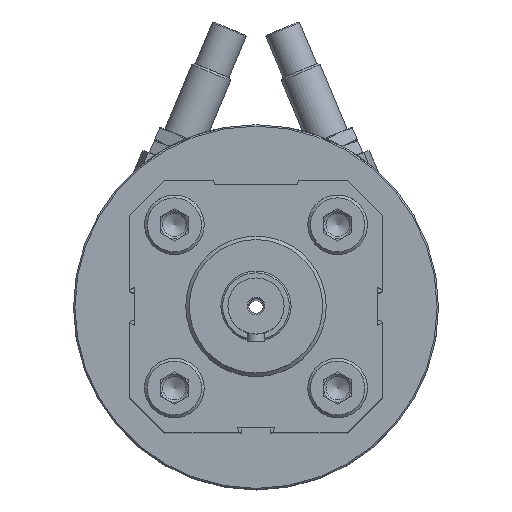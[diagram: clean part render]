
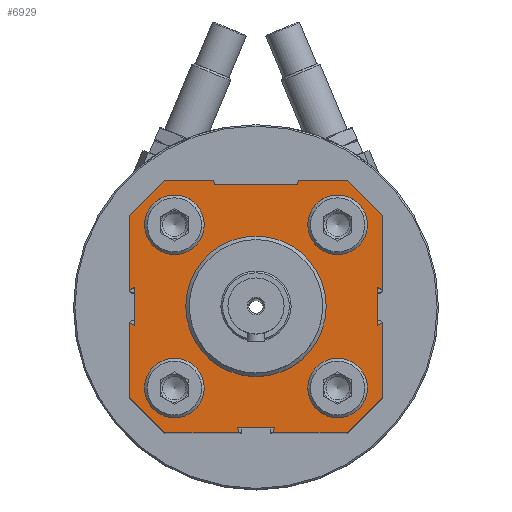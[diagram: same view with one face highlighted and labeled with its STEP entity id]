
A CAD part, top view. The second image highlights one B-rep face of the part: STEP entity #6929.
In plain terms, the highlighted face is planar.
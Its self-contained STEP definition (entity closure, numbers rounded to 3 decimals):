
#355=LINE('',#10618,#910);
#356=LINE('',#10621,#911);
#357=LINE('',#10623,#912);
#358=LINE('',#10625,#913);
#359=LINE('',#10627,#914);
#360=LINE('',#10629,#915);
#361=LINE('',#10631,#916);
#362=LINE('',#10633,#917);
#363=LINE('',#10635,#918);
#364=LINE('',#10637,#919);
#365=LINE('',#10639,#920);
#366=LINE('',#10641,#921);
#367=LINE('',#10643,#922);
#368=LINE('',#10645,#923);
#369=LINE('',#10647,#924);
#370=LINE('',#10649,#925);
#371=LINE('',#10651,#926);
#372=LINE('',#10653,#927);
#373=LINE('',#10655,#928);
#374=LINE('',#10657,#929);
#375=LINE('',#10659,#930);
#376=LINE('',#10661,#931);
#377=LINE('',#10663,#932);
#378=LINE('',#10665,#933);
#910=VECTOR('',#8359,1000.);
#911=VECTOR('',#8360,1000.);
#912=VECTOR('',#8361,1000.);
#913=VECTOR('',#8362,1000.);
#914=VECTOR('',#8363,1000.);
#915=VECTOR('',#8364,1000.);
#916=VECTOR('',#8365,1000.);
#917=VECTOR('',#8366,1000.);
#918=VECTOR('',#8367,1000.);
#919=VECTOR('',#8368,1000.);
#920=VECTOR('',#8369,1000.);
#921=VECTOR('',#8370,1000.);
#922=VECTOR('',#8371,1000.);
#923=VECTOR('',#8372,1000.);
#924=VECTOR('',#8373,1000.);
#925=VECTOR('',#8374,1000.);
#926=VECTOR('',#8375,1000.);
#927=VECTOR('',#8376,1000.);
#928=VECTOR('',#8377,1000.);
#929=VECTOR('',#8378,1000.);
#930=VECTOR('',#8379,1000.);
#931=VECTOR('',#8380,1000.);
#932=VECTOR('',#8381,1000.);
#933=VECTOR('',#8382,1000.);
#1465=ORIENTED_EDGE('',*,*,#3397,.F.);
#1466=ORIENTED_EDGE('',*,*,#3398,.F.);
#1467=ORIENTED_EDGE('',*,*,#3399,.F.);
#1468=ORIENTED_EDGE('',*,*,#3400,.F.);
#1469=ORIENTED_EDGE('',*,*,#3401,.F.);
#1470=ORIENTED_EDGE('',*,*,#3402,.F.);
#1471=ORIENTED_EDGE('',*,*,#3403,.F.);
#1472=ORIENTED_EDGE('',*,*,#3404,.F.);
#1473=ORIENTED_EDGE('',*,*,#3405,.F.);
#1474=ORIENTED_EDGE('',*,*,#3406,.F.);
#1475=ORIENTED_EDGE('',*,*,#3407,.F.);
#1476=ORIENTED_EDGE('',*,*,#3408,.F.);
#1477=ORIENTED_EDGE('',*,*,#3409,.F.);
#1478=ORIENTED_EDGE('',*,*,#3410,.F.);
#1479=ORIENTED_EDGE('',*,*,#3411,.F.);
#1480=ORIENTED_EDGE('',*,*,#3412,.F.);
#1481=ORIENTED_EDGE('',*,*,#3413,.F.);
#1482=ORIENTED_EDGE('',*,*,#3414,.F.);
#1483=ORIENTED_EDGE('',*,*,#3415,.F.);
#1484=ORIENTED_EDGE('',*,*,#3416,.F.);
#1485=ORIENTED_EDGE('',*,*,#3417,.F.);
#1486=ORIENTED_EDGE('',*,*,#3418,.F.);
#1487=ORIENTED_EDGE('',*,*,#3419,.F.);
#1488=ORIENTED_EDGE('',*,*,#3420,.F.);
#1489=ORIENTED_EDGE('',*,*,#3421,.F.);
#1490=ORIENTED_EDGE('',*,*,#3422,.F.);
#1491=ORIENTED_EDGE('',*,*,#3423,.F.);
#1492=ORIENTED_EDGE('',*,*,#3424,.F.);
#1493=ORIENTED_EDGE('',*,*,#3425,.F.);
#3397=EDGE_CURVE('',#4363,#4363,#5049,.T.);
#3398=EDGE_CURVE('',#4364,#4364,#5050,.T.);
#3399=EDGE_CURVE('',#4365,#4365,#5051,.F.);
#3400=EDGE_CURVE('',#4366,#4367,#355,.T.);
#3401=EDGE_CURVE('',#4368,#4366,#356,.T.);
#3402=EDGE_CURVE('',#4369,#4368,#357,.T.);
#3403=EDGE_CURVE('',#4370,#4369,#358,.T.);
#3404=EDGE_CURVE('',#4371,#4370,#359,.T.);
#3405=EDGE_CURVE('',#4372,#4371,#360,.T.);
#3406=EDGE_CURVE('',#4373,#4372,#361,.T.);
#3407=EDGE_CURVE('',#4374,#4373,#362,.T.);
#3408=EDGE_CURVE('',#4375,#4374,#363,.T.);
#3409=EDGE_CURVE('',#4376,#4375,#364,.T.);
#3410=EDGE_CURVE('',#4377,#4376,#365,.T.);
#3411=EDGE_CURVE('',#4378,#4377,#366,.T.);
#3412=EDGE_CURVE('',#4379,#4378,#367,.T.);
#3413=EDGE_CURVE('',#4380,#4379,#368,.T.);
#3414=EDGE_CURVE('',#4381,#4380,#369,.T.);
#3415=EDGE_CURVE('',#4382,#4381,#370,.T.);
#3416=EDGE_CURVE('',#4383,#4382,#371,.T.);
#3417=EDGE_CURVE('',#4384,#4383,#372,.T.);
#3418=EDGE_CURVE('',#4385,#4384,#373,.T.);
#3419=EDGE_CURVE('',#4386,#4385,#374,.T.);
#3420=EDGE_CURVE('',#4387,#4386,#375,.T.);
#3421=EDGE_CURVE('',#4388,#4387,#376,.T.);
#3422=EDGE_CURVE('',#4389,#4388,#377,.T.);
#3423=EDGE_CURVE('',#4367,#4389,#378,.T.);
#3424=EDGE_CURVE('',#4390,#4390,#5052,.T.);
#3425=EDGE_CURVE('',#4391,#4391,#5053,.T.);
#4363=VERTEX_POINT('',#10613);
#4364=VERTEX_POINT('',#10615);
#4365=VERTEX_POINT('',#10617);
#4366=VERTEX_POINT('',#10619);
#4367=VERTEX_POINT('',#10620);
#4368=VERTEX_POINT('',#10622);
#4369=VERTEX_POINT('',#10624);
#4370=VERTEX_POINT('',#10626);
#4371=VERTEX_POINT('',#10628);
#4372=VERTEX_POINT('',#10630);
#4373=VERTEX_POINT('',#10632);
#4374=VERTEX_POINT('',#10634);
#4375=VERTEX_POINT('',#10636);
#4376=VERTEX_POINT('',#10638);
#4377=VERTEX_POINT('',#10640);
#4378=VERTEX_POINT('',#10642);
#4379=VERTEX_POINT('',#10644);
#4380=VERTEX_POINT('',#10646);
#4381=VERTEX_POINT('',#10648);
#4382=VERTEX_POINT('',#10650);
#4383=VERTEX_POINT('',#10652);
#4384=VERTEX_POINT('',#10654);
#4385=VERTEX_POINT('',#10656);
#4386=VERTEX_POINT('',#10658);
#4387=VERTEX_POINT('',#10660);
#4388=VERTEX_POINT('',#10662);
#4389=VERTEX_POINT('',#10664);
#4390=VERTEX_POINT('',#10667);
#4391=VERTEX_POINT('',#10669);
#5049=CIRCLE('',#7498,8.5);
#5050=CIRCLE('',#7499,8.5);
#5051=CIRCLE('',#7500,20.);
#5052=CIRCLE('',#7501,8.5);
#5053=CIRCLE('',#7502,8.5);
#5432=EDGE_LOOP('',(#1465));
#5433=EDGE_LOOP('',(#1466));
#5434=EDGE_LOOP('',(#1467));
#5435=EDGE_LOOP('',(#1468,#1469,#1470,#1471,#1472,#1473,#1474,#1475,#1476,
#1477,#1478,#1479,#1480,#1481,#1482,#1483,#1484,#1485,#1486,#1487,#1488,
#1489,#1490,#1491));
#5436=EDGE_LOOP('',(#1492));
#5437=EDGE_LOOP('',(#1493));
#6059=FACE_BOUND('',#5432,.T.);
#6060=FACE_BOUND('',#5433,.T.);
#6061=FACE_BOUND('',#5434,.T.);
#6062=FACE_BOUND('',#5435,.T.);
#6063=FACE_BOUND('',#5436,.T.);
#6064=FACE_BOUND('',#5437,.T.);
#6693=PLANE('',#7497);
#6929=ADVANCED_FACE('',(#6059,#6060,#6061,#6062,#6063,#6064),#6693,.F.);
#7497=AXIS2_PLACEMENT_3D('',#10611,#8351,#8352);
#7498=AXIS2_PLACEMENT_3D('',#10612,#8353,#8354);
#7499=AXIS2_PLACEMENT_3D('',#10614,#8355,#8356);
#7500=AXIS2_PLACEMENT_3D('',#10616,#8357,#8358);
#7501=AXIS2_PLACEMENT_3D('',#10666,#8383,#8384);
#7502=AXIS2_PLACEMENT_3D('',#10668,#8385,#8386);
#8351=DIRECTION('',(1.,0.,0.));
#8352=DIRECTION('',(0.,0.,-1.));
#8353=DIRECTION('',(-1.,0.,0.));
#8354=DIRECTION('',(0.,0.,1.));
#8355=DIRECTION('',(-1.,0.,0.));
#8356=DIRECTION('',(0.,0.,1.));
#8357=DIRECTION('',(1.,0.,0.));
#8358=DIRECTION('',(0.,0.,-1.));
#8359=DIRECTION('',(0.,-1.,0.));
#8360=DIRECTION('',(0.,0.429,0.903));
#8361=DIRECTION('',(0.,-1.,0.));
#8362=DIRECTION('',(0.,0.429,-0.903));
#8363=DIRECTION('',(0.,-1.,0.));
#8364=DIRECTION('',(0.,-0.707,0.707));
#8365=DIRECTION('',(0.,0.,1.));
#8366=DIRECTION('',(0.,0.996,0.087));
#8367=DIRECTION('',(0.,0.,1.));
#8368=DIRECTION('',(0.,-0.996,0.087));
#8369=DIRECTION('',(0.,0.,1.));
#8370=DIRECTION('',(0.,0.707,0.707));
#8371=DIRECTION('',(0.,1.,0.));
#8372=DIRECTION('',(0.,-0.429,-0.903));
#8373=DIRECTION('',(0.,1.,0.));
#8374=DIRECTION('',(0.,-0.429,0.903));
#8375=DIRECTION('',(0.,1.,0.));
#8376=DIRECTION('',(0.,0.707,-0.707));
#8377=DIRECTION('',(0.,0.,-1.));
#8378=DIRECTION('',(0.,-0.903,0.429));
#8379=DIRECTION('',(0.,0.,-1.));
#8380=DIRECTION('',(0.,0.903,0.429));
#8381=DIRECTION('',(0.,0.,-1.));
#8382=DIRECTION('',(0.,-0.707,-0.707));
#8383=DIRECTION('',(-1.,0.,0.));
#8384=DIRECTION('',(0.,0.,1.));
#8385=DIRECTION('',(-1.,0.,0.));
#8386=DIRECTION('',(0.,0.,1.));
#10611=CARTESIAN_POINT('',(-225.,0.,0.));
#10612=CARTESIAN_POINT('',(-225.,-23.25,23.25));
#10613=CARTESIAN_POINT('',(-225.,-23.25,31.75));
#10614=CARTESIAN_POINT('',(-225.,23.25,-23.25));
#10615=CARTESIAN_POINT('',(-225.,23.25,-14.75));
#10616=CARTESIAN_POINT('',(-225.,0.,0.));
#10617=CARTESIAN_POINT('',(-225.,0.,-20.));
#10618=CARTESIAN_POINT('',(-225.,-4.716,36.));
#10619=CARTESIAN_POINT('',(-225.,-4.716,36.));
#10620=CARTESIAN_POINT('',(-225.,-26.,36.));
#10621=CARTESIAN_POINT('',(-225.,-5.4,34.56));
#10622=CARTESIAN_POINT('',(-225.,-5.4,34.56));
#10623=CARTESIAN_POINT('',(-225.,5.4,34.56));
#10624=CARTESIAN_POINT('',(-225.,5.4,34.56));
#10625=CARTESIAN_POINT('',(-225.,4.716,36.));
#10626=CARTESIAN_POINT('',(-225.,4.716,36.));
#10627=CARTESIAN_POINT('',(-225.,26.,36.));
#10628=CARTESIAN_POINT('',(-225.,26.,36.));
#10629=CARTESIAN_POINT('',(-225.,36.,26.));
#10630=CARTESIAN_POINT('',(-225.,36.,26.));
#10631=CARTESIAN_POINT('',(-225.,36.,12.));
#10632=CARTESIAN_POINT('',(-225.,36.,12.));
#10633=CARTESIAN_POINT('',(-225.,34.704,11.887));
#10634=CARTESIAN_POINT('',(-225.,34.704,11.887));
#10635=CARTESIAN_POINT('',(-225.,34.704,-11.887));
#10636=CARTESIAN_POINT('',(-225.,34.704,-11.887));
#10637=CARTESIAN_POINT('',(-225.,36.,-12.));
#10638=CARTESIAN_POINT('',(-225.,36.,-12.));
#10639=CARTESIAN_POINT('',(-225.,36.,-26.));
#10640=CARTESIAN_POINT('',(-225.,36.,-26.));
#10641=CARTESIAN_POINT('',(-225.,26.,-36.));
#10642=CARTESIAN_POINT('',(-225.,26.,-36.));
#10643=CARTESIAN_POINT('',(-225.,4.716,-36.));
#10644=CARTESIAN_POINT('',(-225.,4.716,-36.));
#10645=CARTESIAN_POINT('',(-225.,5.4,-34.56));
#10646=CARTESIAN_POINT('',(-225.,5.4,-34.56));
#10647=CARTESIAN_POINT('',(-225.,-5.4,-34.56));
#10648=CARTESIAN_POINT('',(-225.,-5.4,-34.56));
#10649=CARTESIAN_POINT('',(-225.,-4.716,-36.));
#10650=CARTESIAN_POINT('',(-225.,-4.716,-36.));
#10651=CARTESIAN_POINT('',(-225.,-26.,-36.));
#10652=CARTESIAN_POINT('',(-225.,-26.,-36.));
#10653=CARTESIAN_POINT('',(-225.,-36.,-26.));
#10654=CARTESIAN_POINT('',(-225.,-36.,-26.));
#10655=CARTESIAN_POINT('',(-225.,-36.,-4.716));
#10656=CARTESIAN_POINT('',(-225.,-36.,-4.716));
#10657=CARTESIAN_POINT('',(-225.,-34.56,-5.4));
#10658=CARTESIAN_POINT('',(-225.,-34.56,-5.4));
#10659=CARTESIAN_POINT('',(-225.,-34.56,5.4));
#10660=CARTESIAN_POINT('',(-225.,-34.56,5.4));
#10661=CARTESIAN_POINT('',(-225.,-36.,4.716));
#10662=CARTESIAN_POINT('',(-225.,-36.,4.716));
#10663=CARTESIAN_POINT('',(-225.,-36.,26.));
#10664=CARTESIAN_POINT('',(-225.,-36.,26.));
#10665=CARTESIAN_POINT('',(-225.,-26.,36.));
#10666=CARTESIAN_POINT('',(-225.,-23.25,-23.25));
#10667=CARTESIAN_POINT('',(-225.,-23.25,-14.75));
#10668=CARTESIAN_POINT('',(-225.,23.25,23.25));
#10669=CARTESIAN_POINT('',(-225.,23.25,31.75));
